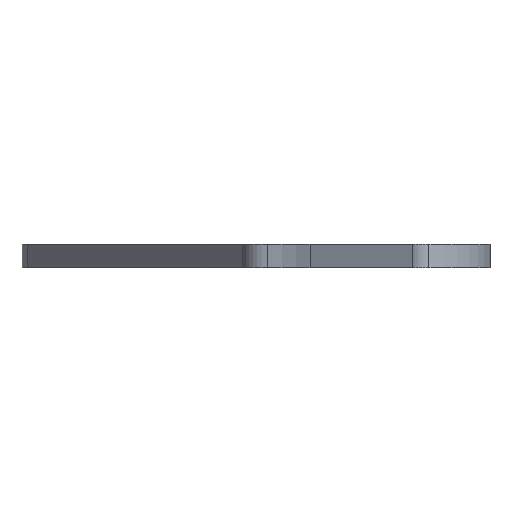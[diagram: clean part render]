
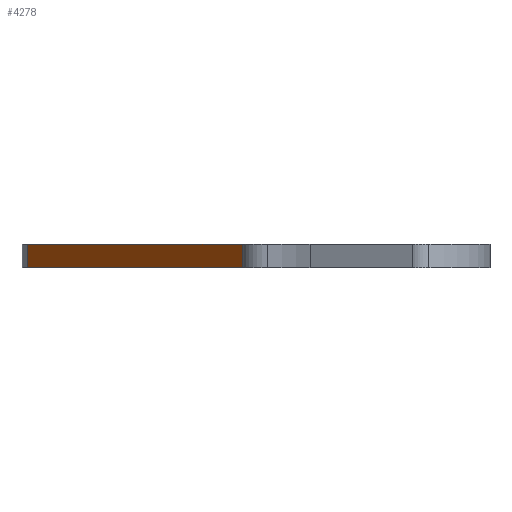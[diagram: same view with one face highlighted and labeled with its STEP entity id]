
A CAD part, front view. The second image highlights one B-rep face of the part: STEP entity #4278.
In plain terms, the highlighted planar face has unit normal (-0.976, -0.219, 0).
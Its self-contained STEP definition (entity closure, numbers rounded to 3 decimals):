
#271 = CARTESIAN_POINT ( 'NONE',  ( -1.701, 23.196, 0. ) ) ;
#294 = CARTESIAN_POINT ( 'NONE',  ( -37.817, 183.832, 4. ) ) ;
#357 = CARTESIAN_POINT ( 'NONE',  ( -1.701, 23.196, 4. ) ) ;
#452 = EDGE_LOOP ( 'NONE', ( #1642, #1643, #1644, #1645 ) ) ;
#498 = VERTEX_POINT ( 'NONE', #357 ) ;
#499 = VERTEX_POINT ( 'NONE', #294 ) ;
#504 = VERTEX_POINT ( 'NONE', #271 ) ;
#1380 = VERTEX_POINT ( 'NONE', #2793 ) ;
#1642 = ORIENTED_EDGE ( 'NONE', *, *, #4167, .F. ) ;
#1643 = ORIENTED_EDGE ( 'NONE', *, *, #4105, .F. ) ;
#1644 = ORIENTED_EDGE ( 'NONE', *, *, #4123, .T. ) ;
#1645 = ORIENTED_EDGE ( 'NONE', *, *, #4102, .T. ) ;
#1778 = AXIS2_PLACEMENT_3D ( 'NONE', #2177, #2168, #2167 ) ;
#2167 = DIRECTION ( 'NONE',  ( 0.219, -0.976, 0. ) ) ;
#2168 = DIRECTION ( 'NONE',  ( -0.976, -0.219, 0. ) ) ;
#2171 = DIRECTION ( 'NONE',  ( 0.219, -0.976, 0. ) ) ;
#2172 = CARTESIAN_POINT ( 'NONE',  ( -37.817, 183.832, 4. ) ) ;
#2175 = PLANE ( 'NONE',  #1778 ) ;
#2177 = CARTESIAN_POINT ( 'NONE',  ( -37.817, 183.832, 0. ) ) ;
#2394 = DIRECTION ( 'NONE',  ( 0.219, -0.976, 0. ) ) ;
#2396 = CARTESIAN_POINT ( 'NONE',  ( -37.817, 183.832, 0. ) ) ;
#2450 = CARTESIAN_POINT ( 'NONE',  ( -37.817, 183.832, 0. ) ) ;
#2456 = DIRECTION ( 'NONE',  ( 0., 0., 1. ) ) ;
#2463 = CARTESIAN_POINT ( 'NONE',  ( -1.701, 23.196, 0. ) ) ;
#2466 = DIRECTION ( 'NONE',  ( 0., 0., 1. ) ) ;
#2793 = CARTESIAN_POINT ( 'NONE',  ( -37.817, 183.832, 0. ) ) ;
#2852 = FACE_OUTER_BOUND ( 'NONE', #452, .T. ) ;
#3020 = LINE ( 'NONE', #2450, #3032 ) ;
#3026 = LINE ( 'NONE', #2463, #3031 ) ;
#3031 = VECTOR ( 'NONE', #2466, 1000. ) ;
#3032 = VECTOR ( 'NONE', #2456, 1000. ) ;
#3058 = LINE ( 'NONE', #2396, #3060 ) ;
#3060 = VECTOR ( 'NONE', #2394, 1000. ) ;
#3115 = LINE ( 'NONE', #2172, #3117 ) ;
#3117 = VECTOR ( 'NONE', #2171, 1000. ) ;
#4102 = EDGE_CURVE ( 'NONE', #504, #498, #3026, .T. ) ;
#4105 = EDGE_CURVE ( 'NONE', #1380, #499, #3020, .T. ) ;
#4123 = EDGE_CURVE ( 'NONE', #1380, #504, #3058, .T. ) ;
#4167 = EDGE_CURVE ( 'NONE', #499, #498, #3115, .T. ) ;
#4278 = ADVANCED_FACE ( 'NONE', ( #2852 ), #2175, .T. ) ;
